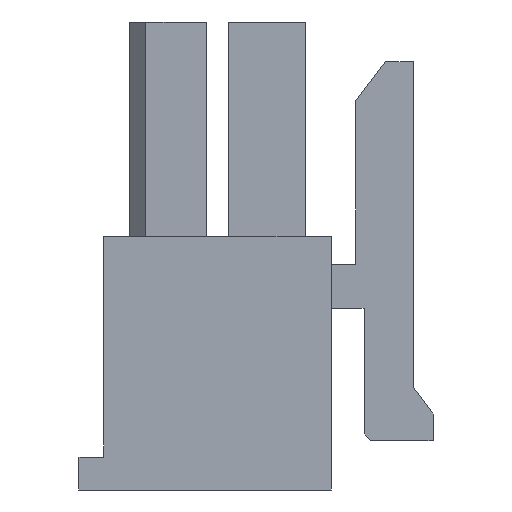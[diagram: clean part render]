
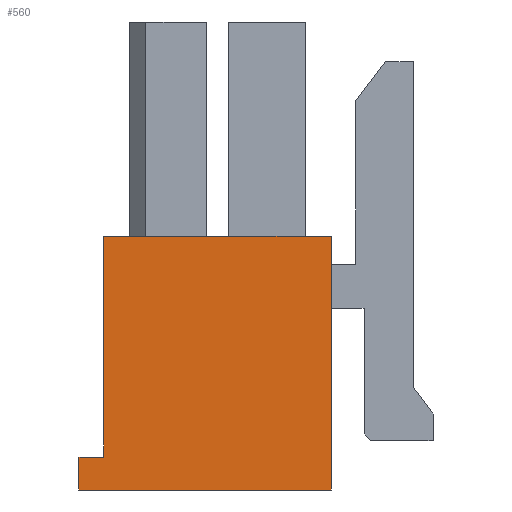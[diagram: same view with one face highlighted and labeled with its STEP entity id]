
A CAD part, left-side view. The second image highlights one B-rep face of the part: STEP entity #560.
In plain terms, the highlighted planar face has unit normal (-1, 0, 0).
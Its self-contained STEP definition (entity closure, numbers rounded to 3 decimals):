
#109 = DIRECTION ( 'NONE',  ( 1., 0., 0. ) ) ;
#262 = DIRECTION ( 'NONE',  ( 0., -1., 0. ) ) ;
#376 = CARTESIAN_POINT ( 'NONE',  ( -4.925, 4.2, 0. ) ) ;
#397 = VERTEX_POINT ( 'NONE', #1574 ) ;
#490 = CARTESIAN_POINT ( 'NONE',  ( -4.925, 4.2, 14.2 ) ) ;
#560 = ADVANCED_FACE ( 'NONE', ( #1187 ), #2061, .F. ) ;
#573 = ORIENTED_EDGE ( 'NONE', *, *, #827, .F. ) ;
#575 = DIRECTION ( 'NONE',  ( 0., 0., -1. ) ) ;
#581 = ORIENTED_EDGE ( 'NONE', *, *, #2113, .F. ) ;
#751 = CARTESIAN_POINT ( 'NONE',  ( -4.925, 6.059, -4.3 ) ) ;
#827 = EDGE_CURVE ( 'NONE', #893, #2341, #2653, .T. ) ;
#883 = DIRECTION ( 'NONE',  ( 0., 0., 1. ) ) ;
#893 = VERTEX_POINT ( 'NONE', #906 ) ;
#906 = CARTESIAN_POINT ( 'NONE',  ( -4.925, 3.45, 7.7 ) ) ;
#987 = VECTOR ( 'NONE', #575, 1000. ) ;
#1089 = EDGE_CURVE ( 'NONE', #1675, #1753, #1522, .T. ) ;
#1116 = VECTOR ( 'NONE', #883, 1000. ) ;
#1187 = FACE_OUTER_BOUND ( 'NONE', #2405, .T. ) ;
#1306 = VECTOR ( 'NONE', #2187, 1000. ) ;
#1365 = DIRECTION ( 'NONE',  ( 0., 0., 1. ) ) ;
#1443 = ORIENTED_EDGE ( 'NONE', *, *, #2147, .F. ) ;
#1513 = CARTESIAN_POINT ( 'NONE',  ( -4.925, 0., 7.7 ) ) ;
#1522 = LINE ( 'NONE', #2391, #1536 ) ;
#1536 = VECTOR ( 'NONE', #2403, 1000. ) ;
#1574 = CARTESIAN_POINT ( 'NONE',  ( -4.925, 3.45, 1. ) ) ;
#1675 = VERTEX_POINT ( 'NONE', #376 ) ;
#1740 = CARTESIAN_POINT ( 'NONE',  ( -4.925, 3.45, 1. ) ) ;
#1753 = VERTEX_POINT ( 'NONE', #2439 ) ;
#1759 = ORIENTED_EDGE ( 'NONE', *, *, #2167, .F. ) ;
#1918 = AXIS2_PLACEMENT_3D ( 'NONE', #751, #109, #2494 ) ;
#2002 = ORIENTED_EDGE ( 'NONE', *, *, #1089, .T. ) ;
#2061 = PLANE ( 'NONE',  #1918 ) ;
#2068 = CARTESIAN_POINT ( 'NONE',  ( -4.925, -3.45, 7.7 ) ) ;
#2069 = VECTOR ( 'NONE', #1365, 1000. ) ;
#2113 = EDGE_CURVE ( 'NONE', #2341, #1753, #2130, .T. ) ;
#2130 = LINE ( 'NONE', #2552, #987 ) ;
#2147 = EDGE_CURVE ( 'NONE', #2249, #397, #2845, .T. ) ;
#2167 = EDGE_CURVE ( 'NONE', #397, #893, #2860, .T. ) ;
#2187 = DIRECTION ( 'NONE',  ( 0., -1., 0. ) ) ;
#2201 = CARTESIAN_POINT ( 'NONE',  ( -4.925, 4.2, 1. ) ) ;
#2249 = VERTEX_POINT ( 'NONE', #2201 ) ;
#2281 = LINE ( 'NONE', #490, #2069 ) ;
#2341 = VERTEX_POINT ( 'NONE', #2068 ) ;
#2391 = CARTESIAN_POINT ( 'NONE',  ( -4.925, 0., 0. ) ) ;
#2403 = DIRECTION ( 'NONE',  ( 0., -1., 0. ) ) ;
#2405 = EDGE_LOOP ( 'NONE', ( #2002, #581, #573, #1759, #1443, #2441 ) ) ;
#2439 = CARTESIAN_POINT ( 'NONE',  ( -4.925, -3.45, 0. ) ) ;
#2441 = ORIENTED_EDGE ( 'NONE', *, *, #2714, .F. ) ;
#2494 = DIRECTION ( 'NONE',  ( 0., 1., 0. ) ) ;
#2552 = CARTESIAN_POINT ( 'NONE',  ( -4.925, -3.45, 1. ) ) ;
#2575 = VECTOR ( 'NONE', #262, 1000. ) ;
#2653 = LINE ( 'NONE', #1513, #1306 ) ;
#2681 = CARTESIAN_POINT ( 'NONE',  ( -4.925, 4.2, 1. ) ) ;
#2714 = EDGE_CURVE ( 'NONE', #1675, #2249, #2281, .T. ) ;
#2845 = LINE ( 'NONE', #2681, #2575 ) ;
#2860 = LINE ( 'NONE', #1740, #1116 ) ;
